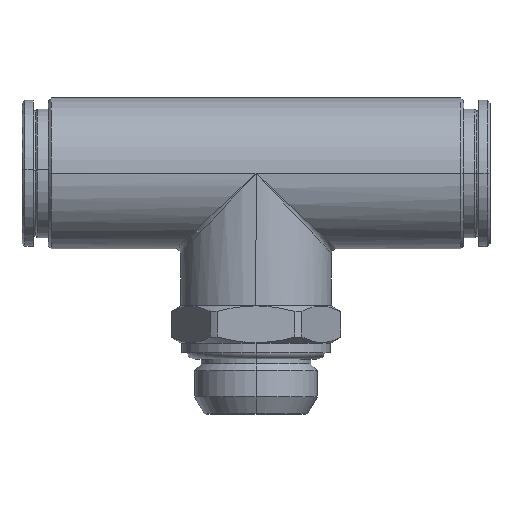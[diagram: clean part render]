
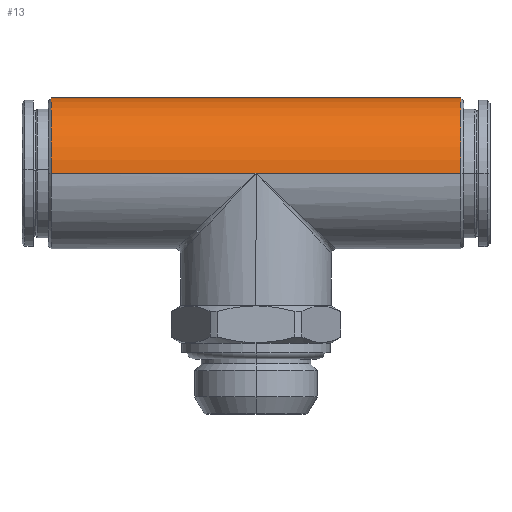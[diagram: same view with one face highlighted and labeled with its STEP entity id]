
A CAD part, top view. The second image highlights one B-rep face of the part: STEP entity #13.
In plain terms, the highlighted cylindrical face has radius 8 mm (diameter 16 mm), a partial arc.
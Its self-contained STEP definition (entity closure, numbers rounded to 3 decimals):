
#1 = VERTEX_POINT ( 'NONE', #861 ) ;
#2 = ORIENTED_EDGE ( 'NONE', *, *, #3, .T. ) ;
#3 = EDGE_CURVE ( 'NONE', #15, #1, #886, .T. ) ;
#7 = ORIENTED_EDGE ( 'NONE', *, *, #9, .T. ) ;
#9 = EDGE_CURVE ( 'NONE', #1, #10, #859, .T. ) ;
#10 = VERTEX_POINT ( 'NONE', #856 ) ;
#11 = ORIENTED_EDGE ( 'NONE', *, *, #16, .F. ) ;
#12 = VERTEX_POINT ( 'NONE', #855 ) ;
#13 = ADVANCED_FACE ( 'NONE', ( #892 ), #853, .T. ) ;
#15 = VERTEX_POINT ( 'NONE', #854 ) ;
#16 = EDGE_CURVE ( 'NONE', #770, #10, #901, .T. ) ;
#18 = VERTEX_POINT ( 'NONE', #918 ) ;
#19 = EDGE_LOOP ( 'NONE', ( #777, #2, #7, #11, #771, #25 ) ) ;
#20 = EDGE_CURVE ( 'NONE', #18, #15, #905, .T. ) ;
#23 = EDGE_CURVE ( 'NONE', #12, #770, #926, .T. ) ;
#25 = ORIENTED_EDGE ( 'NONE', *, *, #30, .F. ) ;
#30 = EDGE_CURVE ( 'NONE', #18, #12, #943, .T. ) ;
#770 = VERTEX_POINT ( 'NONE', #3049 ) ;
#771 = ORIENTED_EDGE ( 'NONE', *, *, #23, .F. ) ;
#777 = ORIENTED_EDGE ( 'NONE', *, *, #20, .T. ) ;
#853 = CYLINDRICAL_SURFACE ( 'NONE', #871, 8. ) ;
#854 = CARTESIAN_POINT ( 'NONE',  ( 21.7, 25.5, -8. ) ) ;
#855 = CARTESIAN_POINT ( 'NONE',  ( 0., 25.5, 8. ) ) ;
#856 = CARTESIAN_POINT ( 'NONE',  ( -21.7, 25.5, -8. ) ) ;
#859 = LINE ( 'NONE', #897, #896 ) ;
#860 = DIRECTION ( 'NONE',  ( -1., 0., 0. ) ) ;
#861 = CARTESIAN_POINT ( 'NONE',  ( 0., 25.5, -8. ) ) ;
#871 = AXIS2_PLACEMENT_3D ( 'NONE', #881, #880, #879 ) ;
#879 = DIRECTION ( 'NONE',  ( 0., 0., 1. ) ) ;
#880 = DIRECTION ( 'NONE',  ( -1., 0., 0. ) ) ;
#881 = CARTESIAN_POINT ( 'NONE',  ( -33.267, 25.5, 0. ) ) ;
#886 = LINE ( 'NONE', #900, #899 ) ;
#892 = FACE_OUTER_BOUND ( 'NONE', #19, .T. ) ;
#895 = DIRECTION ( 'NONE',  ( -1., 0., 0. ) ) ;
#896 = VECTOR ( 'NONE', #895, 1000. ) ;
#897 = CARTESIAN_POINT ( 'NONE',  ( -33.267, 25.5, -8. ) ) ;
#899 = VECTOR ( 'NONE', #860, 1000. ) ;
#900 = CARTESIAN_POINT ( 'NONE',  ( -33.267, 25.5, -8. ) ) ;
#901 = CIRCLE ( 'NONE', #919, 8. ) ;
#905 = CIRCLE ( 'NONE', #908, 8. ) ;
#906 = DIRECTION ( 'NONE',  ( -1., 0., 0. ) ) ;
#907 = CARTESIAN_POINT ( 'NONE',  ( 21.7, 25.5, 0. ) ) ;
#908 = AXIS2_PLACEMENT_3D ( 'NONE', #907, #906, #911 ) ;
#909 = DIRECTION ( 'NONE',  ( -1., 0., 0. ) ) ;
#911 = DIRECTION ( 'NONE',  ( 0., 0., 1. ) ) ;
#912 = CARTESIAN_POINT ( 'NONE',  ( -21.7, 25.5, 0. ) ) ;
#918 = CARTESIAN_POINT ( 'NONE',  ( 21.7, 25.5, 8. ) ) ;
#919 = AXIS2_PLACEMENT_3D ( 'NONE', #912, #909, #920 ) ;
#920 = DIRECTION ( 'NONE',  ( 0., 0., 1. ) ) ;
#923 = DIRECTION ( 'NONE',  ( -1., 0., 0. ) ) ;
#926 = LINE ( 'NONE', #934, #944 ) ;
#928 = CARTESIAN_POINT ( 'NONE',  ( -33.267, 25.5, 8. ) ) ;
#932 = DIRECTION ( 'NONE',  ( -1., 0., 0. ) ) ;
#933 = VECTOR ( 'NONE', #932, 1000. ) ;
#934 = CARTESIAN_POINT ( 'NONE',  ( -33.267, 25.5, 8. ) ) ;
#943 = LINE ( 'NONE', #928, #933 ) ;
#944 = VECTOR ( 'NONE', #923, 1000. ) ;
#3049 = CARTESIAN_POINT ( 'NONE',  ( -21.7, 25.5, 8. ) ) ;
